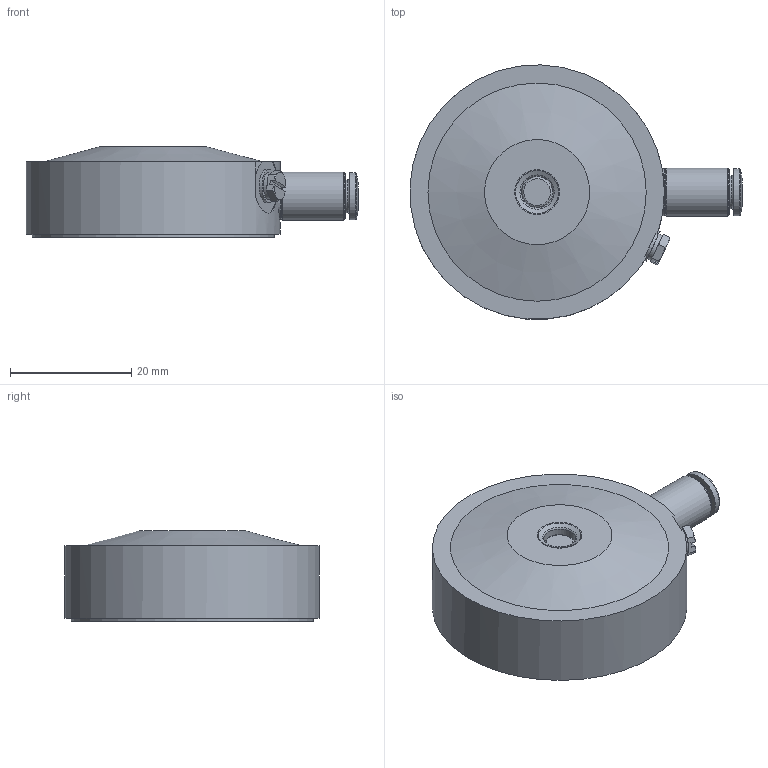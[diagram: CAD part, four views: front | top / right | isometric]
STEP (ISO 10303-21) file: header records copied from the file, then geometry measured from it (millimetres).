
FILE_DESCRIPTION(/* description */ ('Unknown'),/* implementation_level */ '2;1');
FILE_NAME(/* name */ 'RD-42S1',/* time_stamp */ '2024-08-02T13:54:21+02:00',/* author */ ('Unknown'),/* organization */ ('Unknown'),/* preprocessor_version */ 'ST-DEVELOPER v18.104',/* originating_system */ 'Solid Edge',/* authorisation */ 'Unknown');
FILE_SCHEMA (('AUTOMOTIVE_DESIGN {1 0 10303 214 3 1 1}'));
Length unit declared in the file: millimetre
Products named in the file (6): RD-42S1; RD-42S1-Gehäuse; RD-42S1-Graphitpad; 132915 QSM-M3-4-I-R-100; 30979 B-M3-S9; DM_D5x3
Assembly tree (5 placements, depth 2):
  RD-42S1
    RD-42S1-Gehäuse
    RD-42S1-Graphitpad
    132915 QSM-M3-4-I-R-100
    30979 B-M3-S9
    DM_D5x3
Bounding box: 54.77 x 41.92 x 15 mm (x, y, z)
Volume: 19119.1 mm3; surface area: 8902.5 mm2
Topology: 5 solids, 6 shells, 100 faces, 198 edges, 122 vertices
Faces by surface type: plane 45, cylinder 29, cone 16, torus 9, sphere 1
Full cylindrical faces by diameter (mm): 2.4 x1, 2.5 x3, 3 x2, 4 x1, 4.5 x1, 5 x1, 5.3 x1, 5.4 x1, 5.5 x1, 7.8 x4, 8 x1, 39.95 x1, 40.05 x1, 42 x1
Entity records: 3088 total; most frequent: CARTESIAN_POINT 461, DIRECTION 409, ORIENTED_EDGE 298, AXIS2_PLACEMENT_3D 178, FACE_BOUND 154, EDGE_LOOP 153, EDGE_CURVE 149, VERTEX_POINT 115
